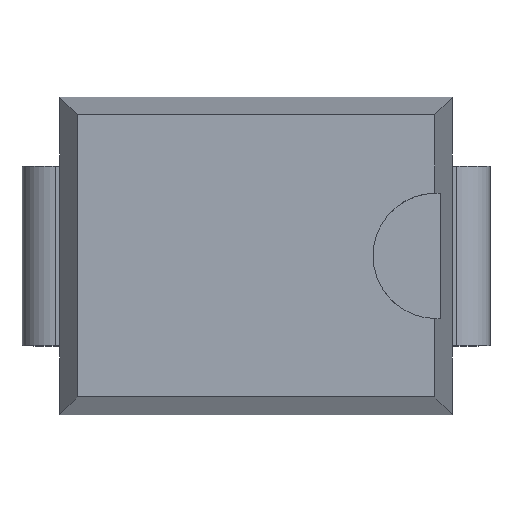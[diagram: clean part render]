
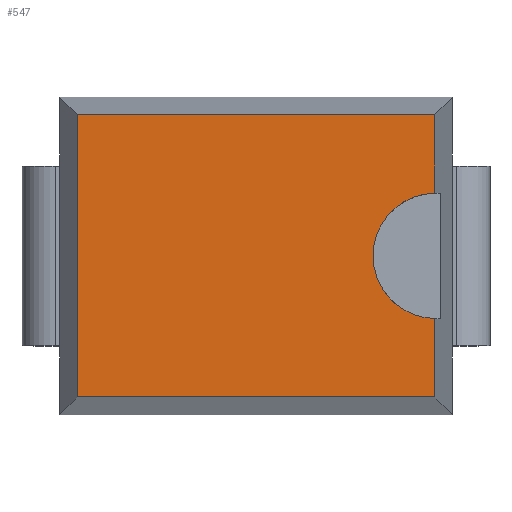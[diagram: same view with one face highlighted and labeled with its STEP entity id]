
A CAD part, top view. The second image highlights one B-rep face of the part: STEP entity #547.
In plain terms, the highlighted planar face has unit normal (0, 0, 1).
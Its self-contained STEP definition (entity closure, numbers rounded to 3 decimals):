
#92=CARTESIAN_POINT('',(2.138,0.75,2.4));
#93=VERTEX_POINT('',#92);
#101=CARTESIAN_POINT('',(2.138,-0.75,2.4));
#102=VERTEX_POINT('',#101);
#103=CARTESIAN_POINT('',(2.15,0.,2.4));
#104=DIRECTION('',(0.0,0.0,-1.0));
#105=DIRECTION('',(0.0,1.0,0.0));
#106=AXIS2_PLACEMENT_3D('',#103,#104,#105);
#107=CIRCLE('',#106,0.75);
#108=EDGE_CURVE('',#102,#93,#107,.T.);
#277=CARTESIAN_POINT('',(-2.138,-1.688,2.4));
#278=VERTEX_POINT('',#277);
#285=CARTESIAN_POINT('',(-2.138,1.688,2.4));
#286=VERTEX_POINT('',#285);
#287=CARTESIAN_POINT('',(-2.138,-1.688,2.4));
#288=DIRECTION('',(0.0,1.0,0.0));
#289=VECTOR('',#288,3.377);
#290=LINE('',#287,#289);
#291=EDGE_CURVE('',#278,#286,#290,.T.);
#470=CARTESIAN_POINT('',(2.138,-1.688,2.4));
#471=VERTEX_POINT('',#470);
#472=CARTESIAN_POINT('',(2.138,-1.688,2.4));
#473=DIRECTION('',(0.0,1.0,0.0));
#474=VECTOR('',#473,0.938);
#475=LINE('',#472,#474);
#476=EDGE_CURVE('',#471,#102,#475,.T.);
#492=CARTESIAN_POINT('',(2.138,1.688,2.4));
#493=VERTEX_POINT('',#492);
#500=CARTESIAN_POINT('',(2.138,0.75,2.4));
#501=DIRECTION('',(0.0,1.0,0.0));
#502=VECTOR('',#501,0.938);
#503=LINE('',#500,#502);
#504=EDGE_CURVE('',#93,#493,#503,.T.);
#524=CARTESIAN_POINT('',(2.138,-1.9,2.4));
#525=DIRECTION('',(0.0,0.0,-1.0));
#526=DIRECTION('',(0.0,1.0,0.0));
#527=AXIS2_PLACEMENT_3D('',#524,#525,#526);
#528=PLANE('',#527);
#529=ORIENTED_EDGE('',*,*,#476,.T.);
#530=ORIENTED_EDGE('',*,*,#108,.T.);
#531=ORIENTED_EDGE('',*,*,#504,.T.);
#532=CARTESIAN_POINT('',(-2.138,1.688,2.4));
#533=DIRECTION('',(1.0,0.0,0.0));
#534=VECTOR('',#533,4.277);
#535=LINE('',#532,#534);
#536=EDGE_CURVE('',#286,#493,#535,.T.);
#537=ORIENTED_EDGE('',*,*,#536,.F.);
#538=ORIENTED_EDGE('',*,*,#291,.F.);
#539=CARTESIAN_POINT('',(-2.138,-1.688,2.4));
#540=DIRECTION('',(1.0,0.0,0.0));
#541=VECTOR('',#540,4.277);
#542=LINE('',#539,#541);
#543=EDGE_CURVE('',#278,#471,#542,.T.);
#544=ORIENTED_EDGE('',*,*,#543,.T.);
#545=EDGE_LOOP('',(#529,#530,#531,#537,#538,#544));
#546=FACE_OUTER_BOUND('',#545,.T.);
#547=ADVANCED_FACE('',(#546),#528,.F.);
